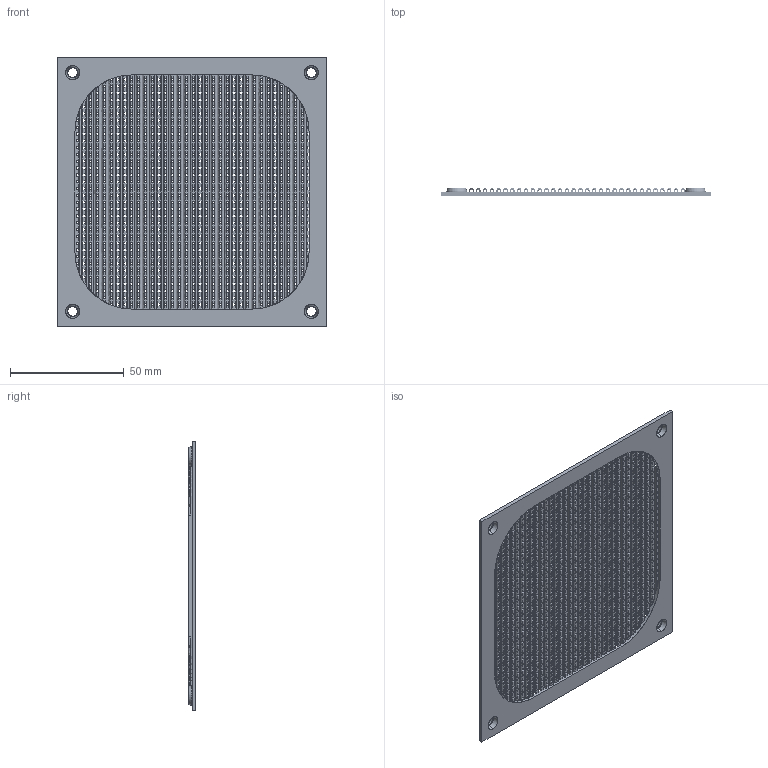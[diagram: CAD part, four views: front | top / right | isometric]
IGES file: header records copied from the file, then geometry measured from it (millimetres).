
Start section: SolidWorks IGES file using analytic representation for surfaces
Global section: file name: 12mm.IGS; native system: SolidWorks 2013; preprocessor: SolidWorks 2013; author: Administrator; date: 190322.171519; units: millimetre
Bounding box: 118.7 x 3.5 x 118.7 mm (x, y, z)
Surface area: 47028.7 mm2 (no closed solid volume)
Topology: 0 solids, 0 shells, 4886 faces, 37611 edges, 37575 vertices
Faces by surface type: bspline 4651, revolution 235
